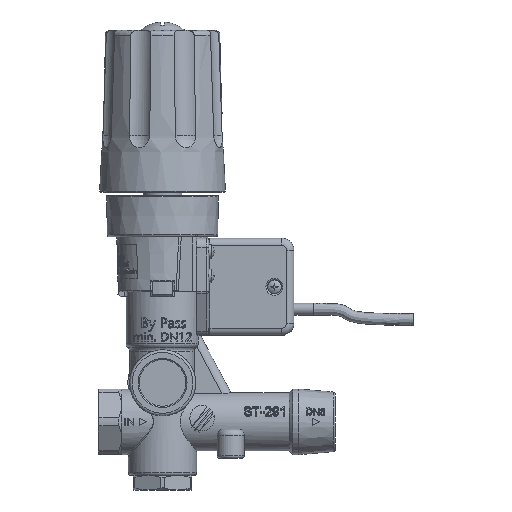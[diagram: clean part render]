
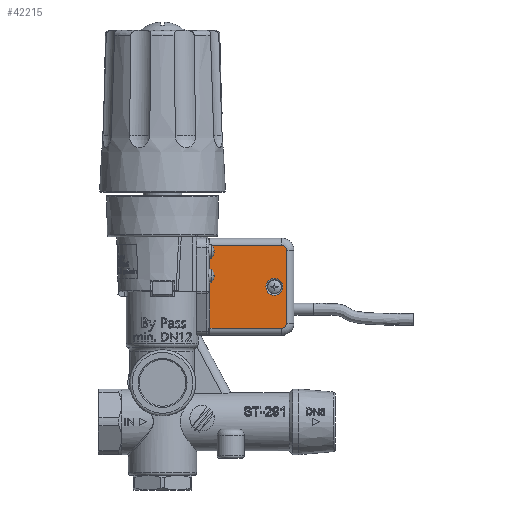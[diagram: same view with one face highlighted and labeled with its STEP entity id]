
A CAD part, front view. The second image highlights one B-rep face of the part: STEP entity #42215.
In plain terms, the highlighted planar face has unit normal (0, -1, 0).
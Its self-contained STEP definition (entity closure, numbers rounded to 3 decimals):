
#4165=LINE('',#71844,#5760);
#4168=LINE('',#71855,#5763);
#4202=LINE('',#83301,#5797);
#4203=LINE('',#83302,#5798);
#5760=VECTOR('',#48824,1000.);
#5763=VECTOR('',#48833,1000.);
#5797=VECTOR('',#49403,1000.);
#5798=VECTOR('',#49404,1000.);
#13174=ORIENTED_EDGE('',*,*,#18151,.T.);
#13175=ORIENTED_EDGE('',*,*,#18955,.T.);
#13176=ORIENTED_EDGE('',*,*,#18150,.T.);
#13177=ORIENTED_EDGE('',*,*,#18956,.T.);
#13178=ORIENTED_EDGE('',*,*,#18949,.T.);
#13179=ORIENTED_EDGE('',*,*,#18145,.T.);
#13180=ORIENTED_EDGE('',*,*,#18166,.T.);
#18145=EDGE_CURVE('',#21833,#21836,#4165,.T.);
#18150=EDGE_CURVE('',#21837,#21841,#4168,.T.);
#18151=EDGE_CURVE('',#21842,#21842,#23223,.F.);
#18166=EDGE_CURVE('',#21836,#21852,#23234,.T.);
#18949=EDGE_CURVE('',#22250,#21833,#23250,.T.);
#18955=EDGE_CURVE('',#21852,#21837,#4202,.T.);
#18956=EDGE_CURVE('',#21841,#22250,#4203,.T.);
#21833=VERTEX_POINT('',#71837);
#21836=VERTEX_POINT('',#71843);
#21837=VERTEX_POINT('',#71847);
#21841=VERTEX_POINT('',#71854);
#21842=VERTEX_POINT('',#71858);
#21852=VERTEX_POINT('',#71890);
#22250=VERTEX_POINT('',#83286);
#23223=CIRCLE('',#43998,3.5);
#23234=CIRCLE('',#44017,2.);
#23250=CIRCLE('',#44259,2.);
#25246=EDGE_LOOP('',(#13174));
#25247=EDGE_LOOP('',(#13175,#13176,#13177,#13178,#13179,#13180));
#27434=FACE_BOUND('',#25246,.T.);
#27435=FACE_BOUND('',#25247,.T.);
#28690=PLANE('',#44264);
#42215=ADVANCED_FACE('',(#27434,#27435),#28690,.T.);
#43998=AXIS2_PLACEMENT_3D('',#71857,#48836,#48837);
#44017=AXIS2_PLACEMENT_3D('',#71891,#48878,#48879);
#44259=AXIS2_PLACEMENT_3D('',#83289,#49388,#49389);
#44264=AXIS2_PLACEMENT_3D('',#83300,#49401,#49402);
#48824=DIRECTION('',(0.,0.,1.));
#48833=DIRECTION('',(0.,0.,-1.));
#48836=DIRECTION('',(0.,-1.,0.));
#48837=DIRECTION('',(0.,0.,-1.));
#48878=DIRECTION('',(0.,-1.,0.));
#48879=DIRECTION('',(0.,0.,-1.));
#49388=DIRECTION('',(0.,-1.,0.));
#49389=DIRECTION('',(0.,0.,-1.));
#49401=DIRECTION('',(0.,-1.,0.));
#49402=DIRECTION('',(0.,0.,-1.));
#49403=DIRECTION('',(-1.,0.,0.));
#49404=DIRECTION('',(1.,0.,0.));
#71837=CARTESIAN_POINT('',(51.,-10.,40.5));
#71843=CARTESIAN_POINT('',(51.,-10.,70.5));
#71844=CARTESIAN_POINT('',(51.,-10.,70.5));
#71847=CARTESIAN_POINT('',(19.5,-10.,72.5));
#71854=CARTESIAN_POINT('',(19.5,-10.,38.5));
#71855=CARTESIAN_POINT('',(19.5,-10.,38.5));
#71857=CARTESIAN_POINT('',(46.,-10.,55.5));
#71858=CARTESIAN_POINT('',(46.,-10.,52.));
#71890=CARTESIAN_POINT('',(49.,-10.,72.5));
#71891=CARTESIAN_POINT('',(49.,-10.,70.5));
#83286=CARTESIAN_POINT('',(49.,-10.,38.5));
#83289=CARTESIAN_POINT('',(49.,-10.,40.5));
#83300=CARTESIAN_POINT('',(49.,-10.,40.5));
#83301=CARTESIAN_POINT('',(19.,-10.,72.5));
#83302=CARTESIAN_POINT('',(49.,-10.,38.5));
